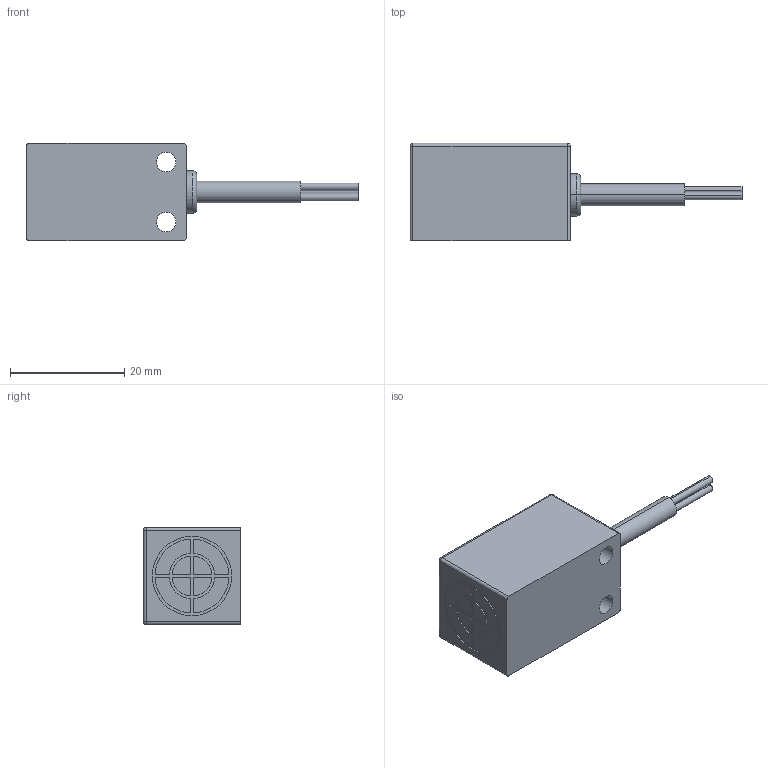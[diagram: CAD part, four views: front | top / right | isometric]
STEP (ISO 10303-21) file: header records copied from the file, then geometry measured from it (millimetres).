
FILE_DESCRIPTION((''),'2;1');
FILE_NAME('QS05-N_ASM','2020-04-18T14:22:22',('Administrator'),(''),'CREO PARAMETRIC BY PTC INC, 2018400','CREO PARAMETRIC BY PTC INC, 2018400','');
FILE_SCHEMA(('AUTOMOTIVE_DESIGN { 1 0 10303 214 1 1 1 1 }'));
Length unit declared in the file: millimetre
Products named in the file (3): SHELL; QS05-N_TZ; QS05-N_ASM
Assembly tree (2 placements, depth 2):
  QS05-N_ASM
    SHELL
    QS05-N_TZ
Bounding box: 58 x 17 x 17 mm (x, y, z)
Volume: 7991.3 mm3; surface area: 3706.1 mm2
Topology: 2 solids, 2 shells, 839 faces, 2216 edges, 1471 vertices
Faces by surface type: plane 440, extrusion 333, cylinder 58, sphere 6, torus 2
Entity records: 33717 total; most frequent: CARTESIAN_POINT 7244, ORIENTED_EDGE 4428, DIRECTION 3025, EDGE_CURVE 2214, PRESENTATION_STYLE_ASSIGNMENT 2053, STYLED_ITEM 2002, CURVE_STYLE 1986, VECTOR 1759
